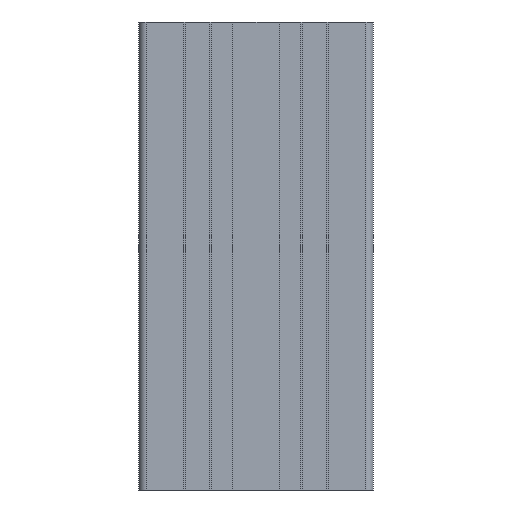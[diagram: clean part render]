
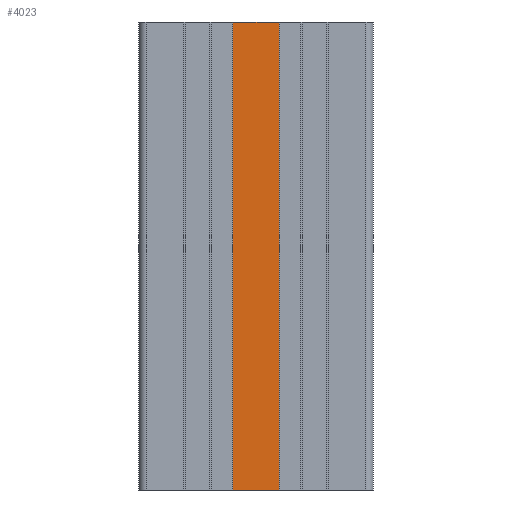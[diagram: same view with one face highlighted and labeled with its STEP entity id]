
A CAD part, left-side view. The second image highlights one B-rep face of the part: STEP entity #4023.
In plain terms, the highlighted planar face has unit normal (-1, 0, 0).
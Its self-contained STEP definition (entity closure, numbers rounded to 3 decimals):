
#399 = LINE ( 'NONE', #3300, #1996 ) ;
#700 = EDGE_CURVE ( 'NONE', #7163, #3371, #8074, .T. ) ;
#970 = CARTESIAN_POINT ( 'NONE',  ( -24., 35., 0. ) ) ;
#1063 = VERTEX_POINT ( 'NONE', #6869 ) ;
#1260 = ORIENTED_EDGE ( 'NONE', *, *, #700, .F. ) ;
#1324 = AXIS2_PLACEMENT_3D ( 'NONE', #3923, #5298, #8711 ) ;
#1507 = FACE_OUTER_BOUND ( 'NONE', #8398, .T. ) ;
#1536 = EDGE_CURVE ( 'NONE', #6692, #3371, #2556, .T. ) ;
#1629 = ORIENTED_EDGE ( 'NONE', *, *, #6833, .F. ) ;
#1996 = VECTOR ( 'NONE', #3238, 1000. ) ;
#2463 = DIRECTION ( 'NONE',  ( 0., 0., -1. ) ) ;
#2556 = LINE ( 'NONE', #6576, #8700 ) ;
#2890 = LINE ( 'NONE', #5938, #3104 ) ;
#3020 = CARTESIAN_POINT ( 'NONE',  ( -24., 15., 200. ) ) ;
#3104 = VECTOR ( 'NONE', #2463, 1000. ) ;
#3238 = DIRECTION ( 'NONE',  ( 0., -1., 0. ) ) ;
#3300 = CARTESIAN_POINT ( 'NONE',  ( -24., 15., 200. ) ) ;
#3371 = VERTEX_POINT ( 'NONE', #3901 ) ;
#3652 = VECTOR ( 'NONE', #3789, 1000. ) ;
#3789 = DIRECTION ( 'NONE',  ( 0., 0., -1. ) ) ;
#3899 = ORIENTED_EDGE ( 'NONE', *, *, #1536, .T. ) ;
#3901 = CARTESIAN_POINT ( 'NONE',  ( -24., 15., 0. ) ) ;
#3923 = CARTESIAN_POINT ( 'NONE',  ( -24., 15., 200. ) ) ;
#4023 = ADVANCED_FACE ( 'NONE', ( #1507 ), #8773, .F. ) ;
#5293 = DIRECTION ( 'NONE',  ( 0., -1., 0. ) ) ;
#5298 = DIRECTION ( 'NONE',  ( 1., 0., 0. ) ) ;
#5718 = ORIENTED_EDGE ( 'NONE', *, *, #7779, .T. ) ;
#5938 = CARTESIAN_POINT ( 'NONE',  ( -24., 35., 200. ) ) ;
#6576 = CARTESIAN_POINT ( 'NONE',  ( -24., 15., 0. ) ) ;
#6692 = VERTEX_POINT ( 'NONE', #970 ) ;
#6833 = EDGE_CURVE ( 'NONE', #1063, #7163, #399, .T. ) ;
#6869 = CARTESIAN_POINT ( 'NONE',  ( -24., 35., 200. ) ) ;
#7163 = VERTEX_POINT ( 'NONE', #3020 ) ;
#7325 = CARTESIAN_POINT ( 'NONE',  ( -24., 15., 200. ) ) ;
#7779 = EDGE_CURVE ( 'NONE', #1063, #6692, #2890, .T. ) ;
#8074 = LINE ( 'NONE', #7325, #3652 ) ;
#8398 = EDGE_LOOP ( 'NONE', ( #3899, #1260, #1629, #5718 ) ) ;
#8700 = VECTOR ( 'NONE', #5293, 1000. ) ;
#8711 = DIRECTION ( 'NONE',  ( 0., 1., 0. ) ) ;
#8773 = PLANE ( 'NONE',  #1324 ) ;
